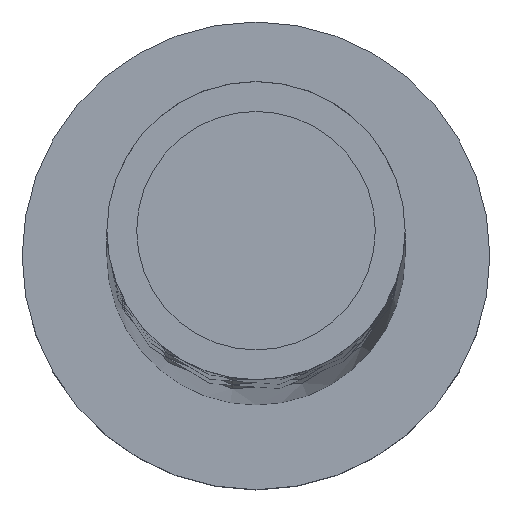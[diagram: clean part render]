
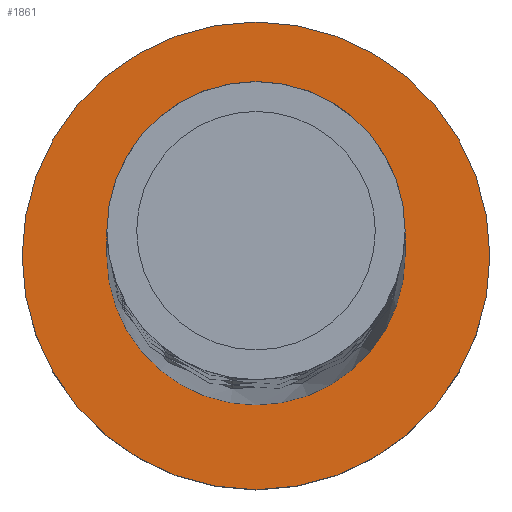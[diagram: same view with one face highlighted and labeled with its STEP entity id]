
A CAD part, top view. The second image highlights one B-rep face of the part: STEP entity #1861.
In plain terms, the highlighted planar face has unit normal (0, 0, 1).
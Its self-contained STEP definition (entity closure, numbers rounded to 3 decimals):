
#22 = FACE_BOUND ( 'NONE', #1620, .T. ) ;
#40 = DIRECTION ( 'NONE',  ( 0., 0., 1. ) ) ;
#72 = EDGE_CURVE ( 'NONE', #1852, #1430, #122, .T. ) ;
#122 = CIRCLE ( 'NONE', #1173, 5.1 ) ;
#277 = CARTESIAN_POINT ( 'NONE',  ( 0., 0., 5. ) ) ;
#285 = VERTEX_POINT ( 'NONE', #1023 ) ;
#396 = EDGE_CURVE ( 'NONE', #1430, #1852, #2084, .T. ) ;
#489 = DIRECTION ( 'NONE',  ( 1., 0., 0. ) ) ;
#598 = DIRECTION ( 'NONE',  ( 1., 0., 0. ) ) ;
#743 = DIRECTION ( 'NONE',  ( 0., 0., 1. ) ) ;
#815 = PLANE ( 'NONE',  #1105 ) ;
#870 = CARTESIAN_POINT ( 'NONE',  ( 8., 0., 5. ) ) ;
#973 = ORIENTED_EDGE ( 'NONE', *, *, #1392, .T. ) ;
#993 = DIRECTION ( 'NONE',  ( 0., 0., 1. ) ) ;
#1023 = CARTESIAN_POINT ( 'NONE',  ( -8., 0., 5. ) ) ;
#1033 = AXIS2_PLACEMENT_3D ( 'NONE', #277, #1718, #1410 ) ;
#1105 = AXIS2_PLACEMENT_3D ( 'NONE', #1231, #40, #598 ) ;
#1122 = VERTEX_POINT ( 'NONE', #870 ) ;
#1128 = DIRECTION ( 'NONE',  ( 1., 0., 0. ) ) ;
#1140 = CIRCLE ( 'NONE', #2011, 8. ) ;
#1141 = CIRCLE ( 'NONE', #2013, 8. ) ;
#1142 = DIRECTION ( 'NONE',  ( 0., 0., 1. ) ) ;
#1173 = AXIS2_PLACEMENT_3D ( 'NONE', #1474, #993, #489 ) ;
#1188 = ORIENTED_EDGE ( 'NONE', *, *, #72, .F. ) ;
#1231 = CARTESIAN_POINT ( 'NONE',  ( 0., 0., 5. ) ) ;
#1392 = EDGE_CURVE ( 'NONE', #1122, #285, #1140, .T. ) ;
#1410 = DIRECTION ( 'NONE',  ( 1., 0., 0. ) ) ;
#1430 = VERTEX_POINT ( 'NONE', #1874 ) ;
#1460 = CARTESIAN_POINT ( 'NONE',  ( 0., 0., 5. ) ) ;
#1474 = CARTESIAN_POINT ( 'NONE',  ( 0., 0., 5. ) ) ;
#1479 = CARTESIAN_POINT ( 'NONE',  ( -5.1, 0., 5. ) ) ;
#1497 = ORIENTED_EDGE ( 'NONE', *, *, #1641, .T. ) ;
#1590 = FACE_OUTER_BOUND ( 'NONE', #1865, .T. ) ;
#1620 = EDGE_LOOP ( 'NONE', ( #1188, #1818 ) ) ;
#1641 = EDGE_CURVE ( 'NONE', #285, #1122, #1141, .T. ) ;
#1718 = DIRECTION ( 'NONE',  ( 0., 0., 1. ) ) ;
#1818 = ORIENTED_EDGE ( 'NONE', *, *, #396, .F. ) ;
#1852 = VERTEX_POINT ( 'NONE', #1479 ) ;
#1861 = ADVANCED_FACE ( 'NONE', ( #22, #1590 ), #815, .T. ) ;
#1865 = EDGE_LOOP ( 'NONE', ( #1497, #973 ) ) ;
#1874 = CARTESIAN_POINT ( 'NONE',  ( 5.1, 0., 5. ) ) ;
#1913 = DIRECTION ( 'NONE',  ( 1., 0., 0. ) ) ;
#2011 = AXIS2_PLACEMENT_3D ( 'NONE', #2045, #743, #1913 ) ;
#2013 = AXIS2_PLACEMENT_3D ( 'NONE', #1460, #1142, #1128 ) ;
#2045 = CARTESIAN_POINT ( 'NONE',  ( 0., 0., 5. ) ) ;
#2084 = CIRCLE ( 'NONE', #1033, 5.1 ) ;
